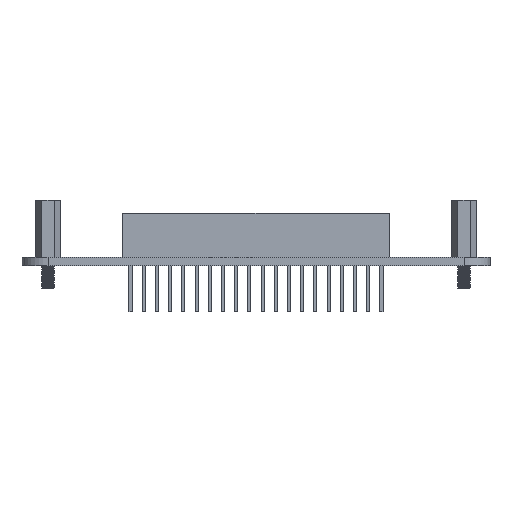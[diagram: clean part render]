
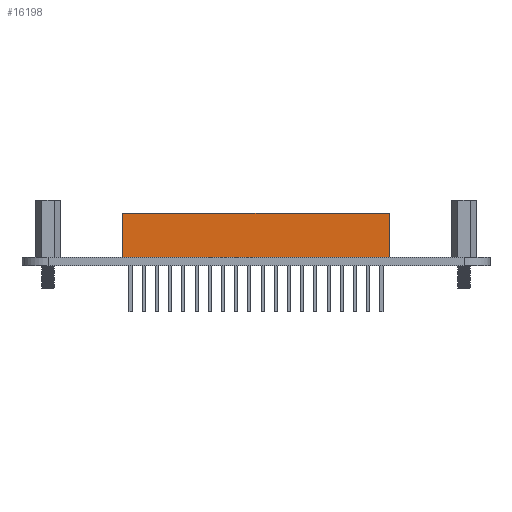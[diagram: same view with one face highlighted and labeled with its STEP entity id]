
A CAD part, front view. The second image highlights one B-rep face of the part: STEP entity #16198.
In plain terms, the highlighted planar face has unit normal (0, -1, 0).
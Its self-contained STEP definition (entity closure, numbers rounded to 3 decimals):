
#1830=FACE_OUTER_BOUND('',#2951,.T.);
#2951=EDGE_LOOP('',(#12306,#12307,#12308,#12309));
#3953=LINE('',#23351,#5550);
#4743=LINE('',#24970,#6340);
#4744=LINE('',#24973,#6341);
#4745=LINE('',#24974,#6342);
#5550=VECTOR('',#18661,10.);
#6340=VECTOR('',#20163,10.);
#6341=VECTOR('',#20166,10.);
#6342=VECTOR('',#20167,10.);
#7141=VERTEX_POINT('',#23348);
#7142=VERTEX_POINT('',#23350);
#7615=VERTEX_POINT('',#24968);
#7616=VERTEX_POINT('',#24972);
#8541=EDGE_CURVE('',#7141,#7142,#3953,.T.);
#9331=EDGE_CURVE('',#7615,#7142,#4743,.T.);
#9332=EDGE_CURVE('',#7616,#7615,#4744,.T.);
#9333=EDGE_CURVE('',#7616,#7141,#4745,.T.);
#12306=ORIENTED_EDGE('',*,*,#9332,.T.);
#12307=ORIENTED_EDGE('',*,*,#9331,.T.);
#12308=ORIENTED_EDGE('',*,*,#8541,.F.);
#12309=ORIENTED_EDGE('',*,*,#9333,.F.);
#15399=PLANE('',#17446);
#16198=ADVANCED_FACE('',(#1830),#15399,.T.);
#17446=AXIS2_PLACEMENT_3D('',#24971,#20164,#20165);
#18661=DIRECTION('',(1.,0.,0.));
#20163=DIRECTION('',(0.,0.,1.));
#20164=DIRECTION('center_axis',(0.,-1.,0.));
#20165=DIRECTION('ref_axis',(1.,0.,0.));
#20166=DIRECTION('',(1.,0.,0.));
#20167=DIRECTION('',(0.,0.,1.));
#23348=CARTESIAN_POINT('',(0.,0.,8.5));
#23350=CARTESIAN_POINT('',(51.3,0.,8.5));
#23351=CARTESIAN_POINT('',(0.,0.,8.5));
#24968=CARTESIAN_POINT('',(51.3,0.,0.));
#24970=CARTESIAN_POINT('',(51.3,0.,0.));
#24971=CARTESIAN_POINT('Origin',(0.,0.,0.));
#24972=CARTESIAN_POINT('',(0.,0.,0.));
#24973=CARTESIAN_POINT('',(0.,0.,0.));
#24974=CARTESIAN_POINT('',(0.,0.,0.));
